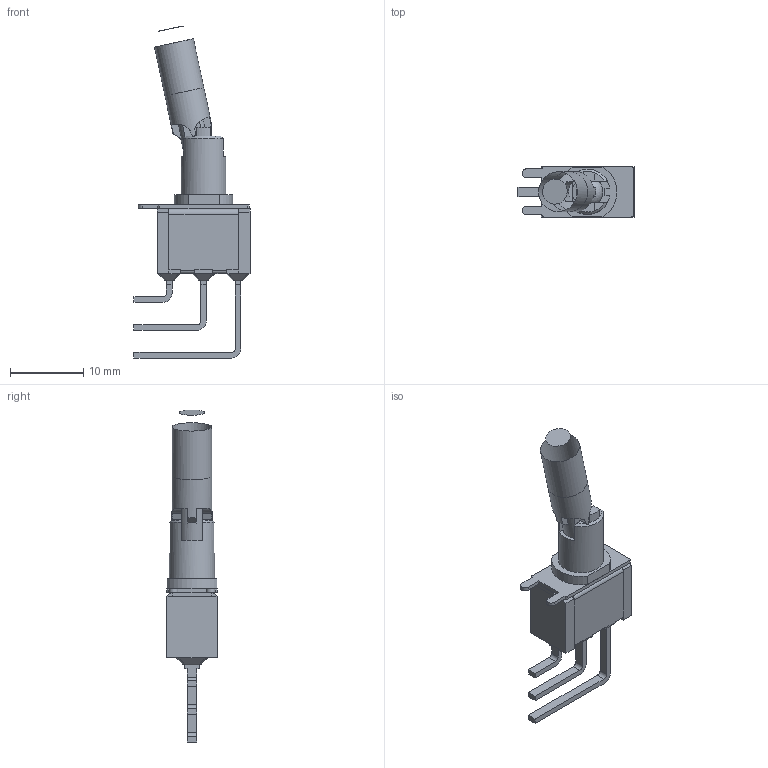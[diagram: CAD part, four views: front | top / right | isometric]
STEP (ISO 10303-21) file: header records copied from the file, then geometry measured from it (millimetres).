
FILE_DESCRIPTION(/* description */ (''),/* implementation_level */ '2;1');
FILE_NAME(/* name */ '100SPxK2B25M7xE.stp',/* time_stamp */ '2024-08-13T09:08:43-05:00',/* author */ ('mwilliams'),/* organization */ (''),/* preprocessor_version */ 'ST-DEVELOPER v18.1',/* originating_system */ 'Autodesk Inventor 2022',/* authorisation */ '');
FILE_SCHEMA (('AUTOMOTIVE_DESIGN { 1 0 10303 214 3 1 1 }'));
Length unit declared in the file: inch
Products named in the file (1): 100128072_Simplify_1
Bounding box: 15.88 x 6.86 x 45.43 mm (x, y, z)
Volume: 1425.6 mm3; surface area: 1499.2 mm2
Topology: 1 solids, 5 shells, 289 faces, 769 edges, 474 vertices
Faces by surface type: plane 208, cylinder 65, sphere 13, cone 3
Full cylindrical faces by diameter (mm): 1.5 x1, 4.2 x1, 5.44 x2
Entity records: 9010 total; most frequent: CARTESIAN_POINT 1781, ORIENTED_EDGE 1512, DIRECTION 1481, EDGE_CURVE 756, LINE 561, VECTOR 561, VERTEX_POINT 474, AXIS2_PLACEMENT_3D 460
